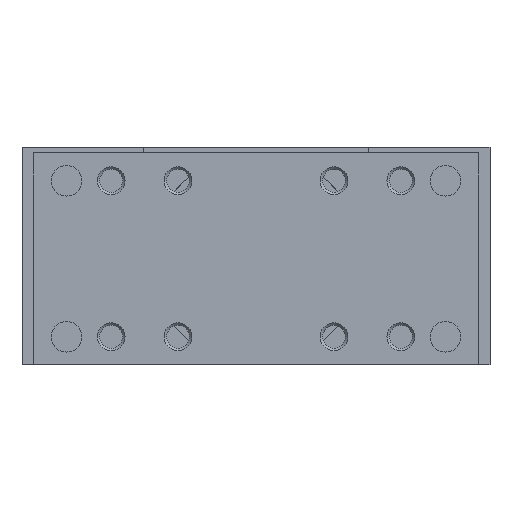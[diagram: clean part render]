
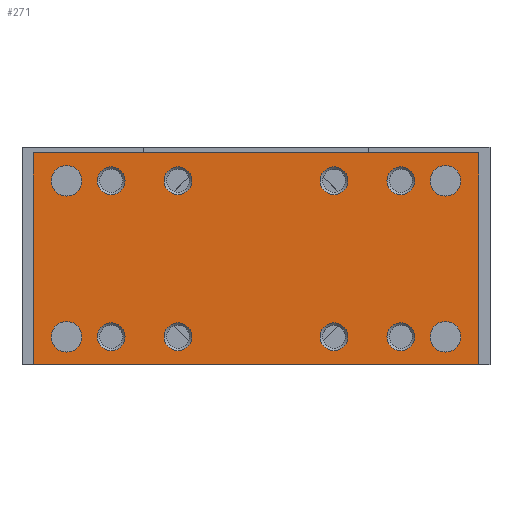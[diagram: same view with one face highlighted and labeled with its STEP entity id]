
A CAD part, left-side view. The second image highlights one B-rep face of the part: STEP entity #271.
In plain terms, the highlighted planar face has unit normal (-1, 0, 0).
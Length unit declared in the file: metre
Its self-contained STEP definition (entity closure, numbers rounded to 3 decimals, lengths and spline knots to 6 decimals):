
#271 = ADVANCED_FACE( '', ( #742, #743, #744, #745, #746, #747, #748, #749, #750, #751, #752, #753, #754 ), #755, .T. );
#742 = FACE_BOUND( '', #1260, .T. );
#743 = FACE_BOUND( '', #1261, .T. );
#744 = FACE_BOUND( '', #1262, .T. );
#745 = FACE_BOUND( '', #1263, .T. );
#746 = FACE_BOUND( '', #1264, .T. );
#747 = FACE_BOUND( '', #1265, .T. );
#748 = FACE_BOUND( '', #1266, .T. );
#749 = FACE_BOUND( '', #1267, .T. );
#750 = FACE_BOUND( '', #1268, .T. );
#751 = FACE_BOUND( '', #1269, .T. );
#752 = FACE_BOUND( '', #1270, .T. );
#753 = FACE_BOUND( '', #1271, .T. );
#754 = FACE_OUTER_BOUND( '', #1272, .T. );
#755 = PLANE( '', #1273 );
#1260 = EDGE_LOOP( '', ( #2229 ) );
#1261 = EDGE_LOOP( '', ( #2230 ) );
#1262 = EDGE_LOOP( '', ( #2231 ) );
#1263 = EDGE_LOOP( '', ( #2232 ) );
#1264 = EDGE_LOOP( '', ( #2233 ) );
#1265 = EDGE_LOOP( '', ( #2234 ) );
#1266 = EDGE_LOOP( '', ( #2235 ) );
#1267 = EDGE_LOOP( '', ( #2236 ) );
#1268 = EDGE_LOOP( '', ( #2237 ) );
#1269 = EDGE_LOOP( '', ( #2238 ) );
#1270 = EDGE_LOOP( '', ( #2239 ) );
#1271 = EDGE_LOOP( '', ( #2240 ) );
#1272 = EDGE_LOOP( '', ( #2241, #2242, #2243, #2244 ) );
#1273 = AXIS2_PLACEMENT_3D( '', #2245, #2246, #2247 );
#2229 = ORIENTED_EDGE( '', *, *, #2660, .F. );
#2230 = ORIENTED_EDGE( '', *, *, #2661, .F. );
#2231 = ORIENTED_EDGE( '', *, *, #2662, .F. );
#2232 = ORIENTED_EDGE( '', *, *, #2663, .F. );
#2233 = ORIENTED_EDGE( '', *, *, #2665, .T. );
#2234 = ORIENTED_EDGE( '', *, *, #2667, .F. );
#2235 = ORIENTED_EDGE( '', *, *, #2669, .F. );
#2236 = ORIENTED_EDGE( '', *, *, #2671, .T. );
#2237 = ORIENTED_EDGE( '', *, *, #2673, .T. );
#2238 = ORIENTED_EDGE( '', *, *, #2675, .F. );
#2239 = ORIENTED_EDGE( '', *, *, #2677, .F. );
#2240 = ORIENTED_EDGE( '', *, *, #2679, .T. );
#2241 = ORIENTED_EDGE( '', *, *, #2568, .T. );
#2242 = ORIENTED_EDGE( '', *, *, #2680, .T. );
#2243 = ORIENTED_EDGE( '', *, *, #2681, .T. );
#2244 = ORIENTED_EDGE( '', *, *, #2682, .T. );
#2245 = CARTESIAN_POINT( '', ( -0.069, -0.04, -0.000567 ) );
#2246 = DIRECTION( '', ( -1., 0., 0. ) );
#2247 = DIRECTION( '', ( 0., 0., 1. ) );
#2568 = EDGE_CURVE( '', #3025, #3023, #3026, .T. );
#2660 = EDGE_CURVE( '', #3184, #3184, #3185, .T. );
#2661 = EDGE_CURVE( '', #3186, #3186, #3187, .T. );
#2662 = EDGE_CURVE( '', #3188, #3188, #3189, .T. );
#2663 = EDGE_CURVE( '', #3190, #3190, #3191, .T. );
#2665 = EDGE_CURVE( '', #3194, #3194, #3195, .T. );
#2667 = EDGE_CURVE( '', #3198, #3198, #3199, .T. );
#2669 = EDGE_CURVE( '', #3202, #3202, #3203, .T. );
#2671 = EDGE_CURVE( '', #3206, #3206, #3207, .T. );
#2673 = EDGE_CURVE( '', #3210, #3210, #3211, .T. );
#2675 = EDGE_CURVE( '', #3214, #3214, #3215, .T. );
#2677 = EDGE_CURVE( '', #3218, #3218, #3219, .T. );
#2679 = EDGE_CURVE( '', #3222, #3222, #3223, .T. );
#2680 = EDGE_CURVE( '', #3023, #3224, #3225, .T. );
#2681 = EDGE_CURVE( '', #3224, #3226, #3227, .T. );
#2682 = EDGE_CURVE( '', #3226, #3025, #3228, .T. );
#3023 = VERTEX_POINT( '', #4307 );
#3025 = VERTEX_POINT( '', #4310 );
#3026 = LINE( '', #4311, #4312 );
#3184 = VERTEX_POINT( '', #4502 );
#3185 = CIRCLE( '', #4503, 0.00275 );
#3186 = VERTEX_POINT( '', #4504 );
#3187 = CIRCLE( '', #4505, 0.00275 );
#3188 = VERTEX_POINT( '', #4506 );
#3189 = CIRCLE( '', #4507, 0.00275 );
#3190 = VERTEX_POINT( '', #4508 );
#3191 = CIRCLE( '', #4509, 0.00275 );
#3194 = VERTEX_POINT( '', #4512 );
#3195 = CIRCLE( '', #4513, 0.0025 );
#3198 = VERTEX_POINT( '', #4516 );
#3199 = CIRCLE( '', #4517, 0.0025 );
#3202 = VERTEX_POINT( '', #4520 );
#3203 = CIRCLE( '', #4521, 0.0025 );
#3206 = VERTEX_POINT( '', #4524 );
#3207 = CIRCLE( '', #4525, 0.0025 );
#3210 = VERTEX_POINT( '', #4528 );
#3211 = CIRCLE( '', #4529, 0.0025 );
#3214 = VERTEX_POINT( '', #4532 );
#3215 = CIRCLE( '', #4533, 0.0025 );
#3218 = VERTEX_POINT( '', #4536 );
#3219 = CIRCLE( '', #4537, 0.0025 );
#3222 = VERTEX_POINT( '', #4540 );
#3223 = CIRCLE( '', #4541, 0.0025 );
#3224 = VERTEX_POINT( '', #4542 );
#3225 = LINE( '', #4543, #4544 );
#3226 = VERTEX_POINT( '', #4545 );
#3227 = LINE( '', #4546, #4547 );
#3228 = LINE( '', #4548, #4549 );
#4307 = CARTESIAN_POINT( '', ( -0.069, -0.04, -0.000567 ) );
#4310 = CARTESIAN_POINT( '', ( -0.069, -0.04, -0.038567 ) );
#4311 = CARTESIAN_POINT( '', ( -0.069, -0.04, -0.038567 ) );
#4312 = VECTOR( '', #4875, 1. );
#4502 = CARTESIAN_POINT( '', ( -0.069, -0.034, -0.030817 ) );
#4503 = AXIS2_PLACEMENT_3D( '', #5079, #5080, #5081 );
#4504 = CARTESIAN_POINT( '', ( -0.069, 0.034, -0.030817 ) );
#4505 = AXIS2_PLACEMENT_3D( '', #5082, #5083, #5084 );
#4506 = CARTESIAN_POINT( '', ( -0.069, -0.034, -0.002817 ) );
#4507 = AXIS2_PLACEMENT_3D( '', #5085, #5086, #5087 );
#4508 = CARTESIAN_POINT( '', ( -0.069, 0.034, -0.002817 ) );
#4509 = AXIS2_PLACEMENT_3D( '', #5088, #5089, #5090 );
#4512 = CARTESIAN_POINT( '', ( -0.069, -0.0285, -0.033567 ) );
#4513 = AXIS2_PLACEMENT_3D( '', #5094, #5095, #5096 );
#4516 = CARTESIAN_POINT( '', ( -0.069, 0.0285, -0.033567 ) );
#4517 = AXIS2_PLACEMENT_3D( '', #5100, #5101, #5102 );
#4520 = CARTESIAN_POINT( '', ( -0.069, -0.0285, -0.005567 ) );
#4521 = AXIS2_PLACEMENT_3D( '', #5106, #5107, #5108 );
#4524 = CARTESIAN_POINT( '', ( -0.069, 0.0285, -0.005567 ) );
#4525 = AXIS2_PLACEMENT_3D( '', #5112, #5113, #5114 );
#4528 = CARTESIAN_POINT( '', ( -0.069, -0.0165, -0.033567 ) );
#4529 = AXIS2_PLACEMENT_3D( '', #5118, #5119, #5120 );
#4532 = CARTESIAN_POINT( '', ( -0.069, 0.0165, -0.033567 ) );
#4533 = AXIS2_PLACEMENT_3D( '', #5124, #5125, #5126 );
#4536 = CARTESIAN_POINT( '', ( -0.069, -0.0165, -0.005567 ) );
#4537 = AXIS2_PLACEMENT_3D( '', #5130, #5131, #5132 );
#4540 = CARTESIAN_POINT( '', ( -0.069, 0.0165, -0.005567 ) );
#4541 = AXIS2_PLACEMENT_3D( '', #5136, #5137, #5138 );
#4542 = CARTESIAN_POINT( '', ( -0.069, 0.04, -0.000567 ) );
#4543 = CARTESIAN_POINT( '', ( -0.069, -0.04, -0.000567 ) );
#4544 = VECTOR( '', #5139, 1. );
#4545 = CARTESIAN_POINT( '', ( -0.069, 0.04, -0.038567 ) );
#4546 = CARTESIAN_POINT( '', ( -0.069, 0.04, -0.000567 ) );
#4547 = VECTOR( '', #5140, 1. );
#4548 = CARTESIAN_POINT( '', ( -0.069, 0.04, -0.038567 ) );
#4549 = VECTOR( '', #5141, 1. );
#4875 = DIRECTION( '', ( 0., 0., 1. ) );
#5079 = CARTESIAN_POINT( '', ( -0.069, -0.034, -0.033567 ) );
#5080 = DIRECTION( '', ( -1., 0., 0. ) );
#5081 = DIRECTION( '', ( 0., 0., 1. ) );
#5082 = CARTESIAN_POINT( '', ( -0.069, 0.034, -0.033567 ) );
#5083 = DIRECTION( '', ( -1., 0., 0. ) );
#5084 = DIRECTION( '', ( 0., 0., 1. ) );
#5085 = CARTESIAN_POINT( '', ( -0.069, -0.034, -0.005567 ) );
#5086 = DIRECTION( '', ( -1., 0., 0. ) );
#5087 = DIRECTION( '', ( 0., 0., 1. ) );
#5088 = CARTESIAN_POINT( '', ( -0.069, 0.034, -0.005567 ) );
#5089 = DIRECTION( '', ( -1., 0., 0. ) );
#5090 = DIRECTION( '', ( 0., 0., 1. ) );
#5094 = CARTESIAN_POINT( '', ( -0.069, -0.026, -0.033567 ) );
#5095 = DIRECTION( '', ( 1., 0., 0. ) );
#5096 = DIRECTION( '', ( 0., -1., 0. ) );
#5100 = CARTESIAN_POINT( '', ( -0.069, 0.026, -0.033567 ) );
#5101 = DIRECTION( '', ( -1., 0., 0. ) );
#5102 = DIRECTION( '', ( 0., 1., 0. ) );
#5106 = CARTESIAN_POINT( '', ( -0.069, -0.026, -0.005567 ) );
#5107 = DIRECTION( '', ( -1., 0., 0. ) );
#5108 = DIRECTION( '', ( 0., -1., 0. ) );
#5112 = CARTESIAN_POINT( '', ( -0.069, 0.026, -0.005567 ) );
#5113 = DIRECTION( '', ( 1., 0., 0. ) );
#5114 = DIRECTION( '', ( 0., 1., 0. ) );
#5118 = CARTESIAN_POINT( '', ( -0.069, -0.014, -0.033567 ) );
#5119 = DIRECTION( '', ( 1., 0., 0. ) );
#5120 = DIRECTION( '', ( 0., -1., 0. ) );
#5124 = CARTESIAN_POINT( '', ( -0.069, 0.014, -0.033567 ) );
#5125 = DIRECTION( '', ( -1., 0., 0. ) );
#5126 = DIRECTION( '', ( 0., 1., 0. ) );
#5130 = CARTESIAN_POINT( '', ( -0.069, -0.014, -0.005567 ) );
#5131 = DIRECTION( '', ( -1., 0., 0. ) );
#5132 = DIRECTION( '', ( 0., -1., 0. ) );
#5136 = CARTESIAN_POINT( '', ( -0.069, 0.014, -0.005567 ) );
#5137 = DIRECTION( '', ( 1., 0., 0. ) );
#5138 = DIRECTION( '', ( 0., 1., 0. ) );
#5139 = DIRECTION( '', ( 0., 1., 0. ) );
#5140 = DIRECTION( '', ( 0., 0., -1. ) );
#5141 = DIRECTION( '', ( 0., -1., 0. ) );
